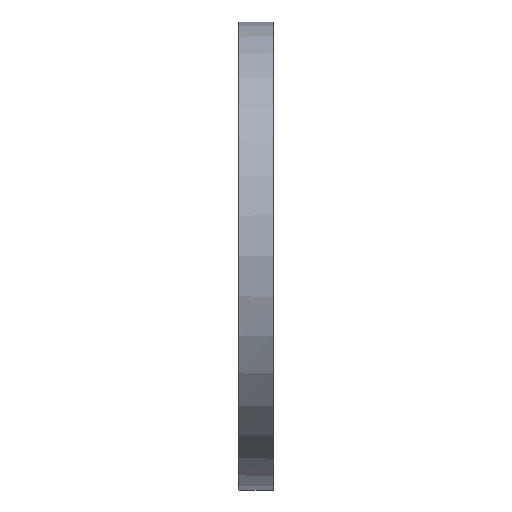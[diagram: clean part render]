
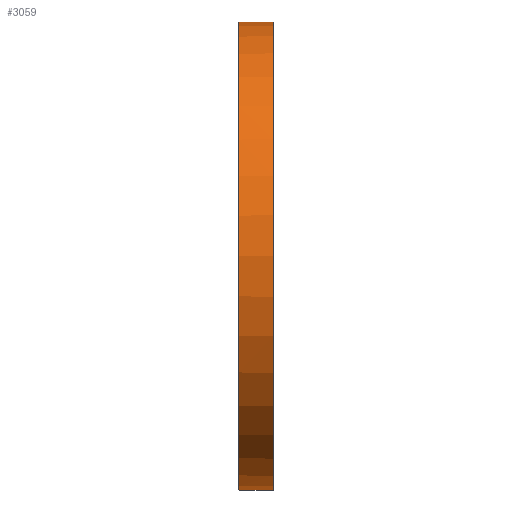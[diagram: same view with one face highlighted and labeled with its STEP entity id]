
A CAD part, left-side view. The second image highlights one B-rep face of the part: STEP entity #3059.
In plain terms, the highlighted cylindrical face has radius 184.15 mm (diameter 368.3 mm), a partial arc.
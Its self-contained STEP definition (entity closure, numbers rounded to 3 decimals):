
#12 = CARTESIAN_POINT ( 'NONE',  ( -1.5, 26.7, 184.144 ) ) ;
#141 = DIRECTION ( 'NONE',  ( 0., -1., 0. ) ) ;
#226 = DIRECTION ( 'NONE',  ( 0., 1., 0. ) ) ;
#344 = VERTEX_POINT ( 'NONE', #474 ) ;
#374 = VERTEX_POINT ( 'NONE', #12 ) ;
#386 = AXIS2_PLACEMENT_3D ( 'NONE', #3987, #638, #3566 ) ;
#410 = VERTEX_POINT ( 'NONE', #535 ) ;
#422 = CIRCLE ( 'NONE', #4251, 184.15 ) ;
#455 = EDGE_CURVE ( 'NONE', #4922, #374, #1706, .T. ) ;
#474 = CARTESIAN_POINT ( 'NONE',  ( -1.5, 27.5, -184.144 ) ) ;
#535 = CARTESIAN_POINT ( 'NONE',  ( -1.5, 27.5, 184.144 ) ) ;
#590 = EDGE_CURVE ( 'NONE', #1319, #934, #6154, .T. ) ;
#638 = DIRECTION ( 'NONE',  ( 0., -1., 0. ) ) ;
#763 = EDGE_CURVE ( 'NONE', #4922, #4980, #3008, .T. ) ;
#778 = CARTESIAN_POINT ( 'NONE',  ( 0., 26.7, 184.15 ) ) ;
#934 = VERTEX_POINT ( 'NONE', #6318 ) ;
#1090 = ORIENTED_EDGE ( 'NONE', *, *, #455, .T. ) ;
#1188 = CARTESIAN_POINT ( 'NONE',  ( -1.5, -20.091, 184.144 ) ) ;
#1291 = DIRECTION ( 'NONE',  ( 0., -1., 0. ) ) ;
#1307 = CARTESIAN_POINT ( 'NONE',  ( 0., -20.091, 0. ) ) ;
#1319 = VERTEX_POINT ( 'NONE', #3459 ) ;
#1401 = EDGE_CURVE ( 'NONE', #934, #1640, #2397, .T. ) ;
#1640 = VERTEX_POINT ( 'NONE', #6344 ) ;
#1706 = CIRCLE ( 'NONE', #386, 184.15 ) ;
#1749 = LINE ( 'NONE', #4227, #5207 ) ;
#1895 = ORIENTED_EDGE ( 'NONE', *, *, #2277, .T. ) ;
#2062 = ORIENTED_EDGE ( 'NONE', *, *, #3422, .T. ) ;
#2089 = CARTESIAN_POINT ( 'NONE',  ( 0., -20.091, 184.15 ) ) ;
#2156 = DIRECTION ( 'NONE',  ( 0., -1., 0. ) ) ;
#2243 = VECTOR ( 'NONE', #3478, 1000. ) ;
#2277 = EDGE_CURVE ( 'NONE', #410, #344, #3040, .T. ) ;
#2308 = CARTESIAN_POINT ( 'NONE',  ( 0., 0.5, 184.15 ) ) ;
#2397 = LINE ( 'NONE', #3508, #2243 ) ;
#2571 = LINE ( 'NONE', #1188, #6326 ) ;
#2724 = AXIS2_PLACEMENT_3D ( 'NONE', #1307, #3736, #4239 ) ;
#2815 = CARTESIAN_POINT ( 'NONE',  ( 0., 0.5, 0. ) ) ;
#2966 = EDGE_CURVE ( 'NONE', #374, #410, #2571, .T. ) ;
#3008 = LINE ( 'NONE', #2089, #5619 ) ;
#3040 = CIRCLE ( 'NONE', #4665, 184.15 ) ;
#3059 = ADVANCED_FACE ( 'NONE', ( #4741 ), #5037, .T. ) ;
#3074 = DIRECTION ( 'NONE',  ( 0., 0., -1. ) ) ;
#3299 = DIRECTION ( 'NONE',  ( 0., 0., 1. ) ) ;
#3344 = AXIS2_PLACEMENT_3D ( 'NONE', #6018, #141, #3074 ) ;
#3422 = EDGE_CURVE ( 'NONE', #1640, #4980, #422, .T. ) ;
#3459 = CARTESIAN_POINT ( 'NONE',  ( -1.5, 26.7, -184.144 ) ) ;
#3478 = DIRECTION ( 'NONE',  ( 0., -1., 0. ) ) ;
#3508 = CARTESIAN_POINT ( 'NONE',  ( 0., -20.091, -184.15 ) ) ;
#3566 = DIRECTION ( 'NONE',  ( 0., 0., -1. ) ) ;
#3736 = DIRECTION ( 'NONE',  ( 0., -1., 0. ) ) ;
#3987 = CARTESIAN_POINT ( 'NONE',  ( 0., 26.7, 0. ) ) ;
#4027 = DIRECTION ( 'NONE',  ( 0., -1., 0. ) ) ;
#4116 = EDGE_CURVE ( 'NONE', #344, #1319, #1749, .T. ) ;
#4227 = CARTESIAN_POINT ( 'NONE',  ( -1.5, -20.091, -184.144 ) ) ;
#4239 = DIRECTION ( 'NONE',  ( 0., 0., -1. ) ) ;
#4251 = AXIS2_PLACEMENT_3D ( 'NONE', #2815, #6229, #3299 ) ;
#4394 = ORIENTED_EDGE ( 'NONE', *, *, #1401, .T. ) ;
#4647 = ORIENTED_EDGE ( 'NONE', *, *, #590, .T. ) ;
#4665 = AXIS2_PLACEMENT_3D ( 'NONE', #5092, #2156, #5587 ) ;
#4741 = FACE_OUTER_BOUND ( 'NONE', #6139, .T. ) ;
#4922 = VERTEX_POINT ( 'NONE', #778 ) ;
#4980 = VERTEX_POINT ( 'NONE', #2308 ) ;
#5037 = CYLINDRICAL_SURFACE ( 'NONE', #2724, 184.15 ) ;
#5092 = CARTESIAN_POINT ( 'NONE',  ( 0., 27.5, 0. ) ) ;
#5207 = VECTOR ( 'NONE', #1291, 1000. ) ;
#5398 = ORIENTED_EDGE ( 'NONE', *, *, #763, .F. ) ;
#5522 = ORIENTED_EDGE ( 'NONE', *, *, #4116, .T. ) ;
#5587 = DIRECTION ( 'NONE',  ( 0., 0., -1. ) ) ;
#5619 = VECTOR ( 'NONE', #4027, 1000. ) ;
#6018 = CARTESIAN_POINT ( 'NONE',  ( 0., 26.7, 0. ) ) ;
#6139 = EDGE_LOOP ( 'NONE', ( #5398, #1090, #6259, #1895, #5522, #4647, #4394, #2062 ) ) ;
#6154 = CIRCLE ( 'NONE', #3344, 184.15 ) ;
#6229 = DIRECTION ( 'NONE',  ( 0., 1., 0. ) ) ;
#6259 = ORIENTED_EDGE ( 'NONE', *, *, #2966, .T. ) ;
#6318 = CARTESIAN_POINT ( 'NONE',  ( 0., 26.7, -184.15 ) ) ;
#6326 = VECTOR ( 'NONE', #226, 1000. ) ;
#6344 = CARTESIAN_POINT ( 'NONE',  ( 0., 0.5, -184.15 ) ) ;
